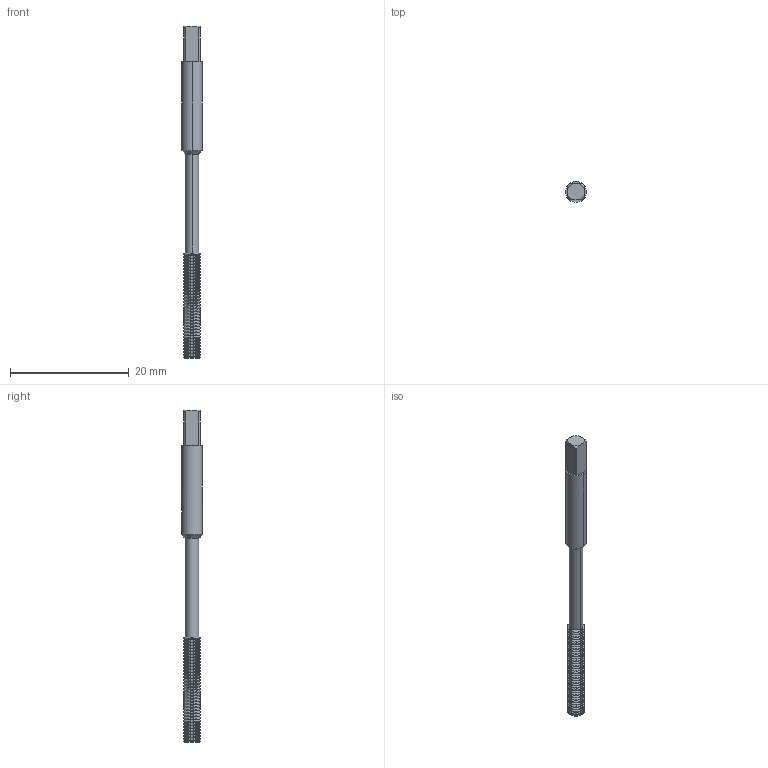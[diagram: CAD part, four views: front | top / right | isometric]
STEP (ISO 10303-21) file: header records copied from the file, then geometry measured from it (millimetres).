
FILE_DESCRIPTION(('no description'),'unknown implementation level');
FILE_NAME('solidAigpaUTLgcpdYJ98L5foisCDD0o_1.STP',' ',('CIMSOURCE GmbH'),('CADClick - KiM GmbH - www.kimweb.de'),'unknown preprocess','ACIS','unknown authorization');
FILE_SCHEMA(('automotive_design'));
Length unit declared in the file: millimetre
Products named in the file (2): 1; 2
Bounding box: 3.5 x 3.5 x 56 mm (x, y, z)
Volume: 355.8 mm3; surface area: 857.4 mm2
Topology: 2 solids, 2 shells, 909 faces, 2703 edges, 1798 vertices
Faces by surface type: cone 316, cylinder 296, plane 289, torus 8
Entity records: 65008 total; most frequent: CARTESIAN_POINT 11399, STYLED_ITEM 5412, PRESENTATION_STYLE_ASSIGNMENT 5412, COLOUR_RGB 5412, ORIENTED_EDGE 5406, DIRECTION 4547, EDGE_CURVE 2703, CURVE_STYLE 2703
